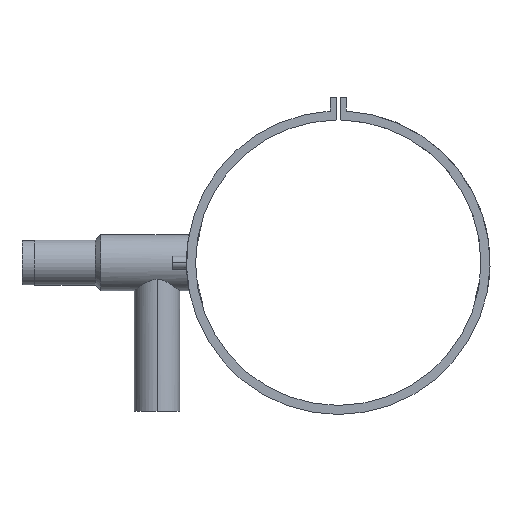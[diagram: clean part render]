
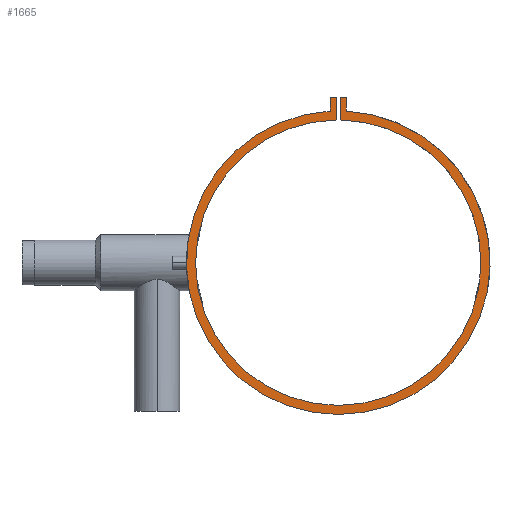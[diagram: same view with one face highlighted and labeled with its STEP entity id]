
A CAD part, left-side view. The second image highlights one B-rep face of the part: STEP entity #1665.
In plain terms, the highlighted planar face has unit normal (-1, 0, 0).
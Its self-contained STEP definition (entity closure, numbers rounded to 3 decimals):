
#2 = PLANE ( 'NONE',  #1127 ) ;
#133 = VERTEX_POINT ( 'NONE', #448 ) ;
#134 = EDGE_CURVE ( 'NONE', #2402, #133, #1234, .T. ) ;
#207 = VECTOR ( 'NONE', #237, 1000. ) ;
#237 = DIRECTION ( 'NONE',  ( 0., -1., 0. ) ) ;
#322 = CARTESIAN_POINT ( 'NONE',  ( -80., -2., 182.258 ) ) ;
#383 = CIRCLE ( 'NONE', #709, 157.5 ) ;
#448 = CARTESIAN_POINT ( 'NONE',  ( -80., 2., 182.258 ) ) ;
#477 = CARTESIAN_POINT ( 'NONE',  ( -80., 2., 182.258 ) ) ;
#480 = DIRECTION ( 'NONE',  ( 0., 0., -1. ) ) ;
#605 = ORIENTED_EDGE ( 'NONE', *, *, #1856, .F. ) ;
#622 = DIRECTION ( 'NONE',  ( 1., 0., 0. ) ) ;
#631 = CARTESIAN_POINT ( 'NONE',  ( -80., -2., 157.487 ) ) ;
#709 = AXIS2_PLACEMENT_3D ( 'NONE', #906, #1697, #2491 ) ;
#791 = EDGE_CURVE ( 'NONE', #1967, #1670, #383, .T. ) ;
#794 = LINE ( 'NONE', #1580, #2208 ) ;
#822 = EDGE_CURVE ( 'NONE', #1874, #2135, #2102, .T. ) ;
#825 = CARTESIAN_POINT ( 'NONE',  ( -80., 0., 0. ) ) ;
#846 = LINE ( 'NONE', #1633, #1334 ) ;
#847 = CARTESIAN_POINT ( 'NONE',  ( -80., -2., 182.258 ) ) ;
#903 = CARTESIAN_POINT ( 'NONE',  ( -80., 9., 167.258 ) ) ;
#906 = CARTESIAN_POINT ( 'NONE',  ( -80., 0., 0. ) ) ;
#927 = ORIENTED_EDGE ( 'NONE', *, *, #2173, .F. ) ;
#1041 = VECTOR ( 'NONE', #1112, 1000. ) ;
#1097 = CARTESIAN_POINT ( 'NONE',  ( -80., 2., 157.487 ) ) ;
#1112 = DIRECTION ( 'NONE',  ( 0., -1., 0. ) ) ;
#1118 = EDGE_CURVE ( 'NONE', #1670, #1874, #846, .T. ) ;
#1127 = AXIS2_PLACEMENT_3D ( 'NONE', #825, #1611, #2406 ) ;
#1165 = VECTOR ( 'NONE', #1260, 1000. ) ;
#1231 = VERTEX_POINT ( 'NONE', #903 ) ;
#1234 = LINE ( 'NONE', #2031, #207 ) ;
#1252 = VECTOR ( 'NONE', #480, 1000. ) ;
#1260 = DIRECTION ( 'NONE',  ( 0., 0., -1. ) ) ;
#1282 = CIRCLE ( 'NONE', #1616, 167.5 ) ;
#1334 = VECTOR ( 'NONE', #2425, 1000. ) ;
#1407 = DIRECTION ( 'NONE',  ( 0., 0., -1. ) ) ;
#1443 = CARTESIAN_POINT ( 'NONE',  ( -80., -9., 182.258 ) ) ;
#1455 = LINE ( 'NONE', #2254, #1252 ) ;
#1511 = ORIENTED_EDGE ( 'NONE', *, *, #134, .F. ) ;
#1514 = CARTESIAN_POINT ( 'NONE',  ( -80., -9., 167.258 ) ) ;
#1580 = CARTESIAN_POINT ( 'NONE',  ( -80., 9., 182.258 ) ) ;
#1611 = DIRECTION ( 'NONE',  ( 1., 0., 0. ) ) ;
#1616 = AXIS2_PLACEMENT_3D ( 'NONE', #2397, #622, #1407 ) ;
#1633 = CARTESIAN_POINT ( 'NONE',  ( -80., -2., 182.258 ) ) ;
#1665 = ADVANCED_FACE ( 'NONE', ( #1810 ), #2, .F. ) ;
#1670 = VERTEX_POINT ( 'NONE', #631 ) ;
#1676 = ORIENTED_EDGE ( 'NONE', *, *, #2424, .F. ) ;
#1697 = DIRECTION ( 'NONE',  ( -1., 0., 0. ) ) ;
#1716 = EDGE_LOOP ( 'NONE', ( #2245, #927, #2237, #1880, #1754, #1676, #1511, #605 ) ) ;
#1754 = ORIENTED_EDGE ( 'NONE', *, *, #791, .F. ) ;
#1779 = VERTEX_POINT ( 'NONE', #1514 ) ;
#1810 = FACE_OUTER_BOUND ( 'NONE', #1716, .T. ) ;
#1848 = CARTESIAN_POINT ( 'NONE',  ( -80., 9., 182.258 ) ) ;
#1856 = EDGE_CURVE ( 'NONE', #1231, #2402, #794, .T. ) ;
#1874 = VERTEX_POINT ( 'NONE', #847 ) ;
#1880 = ORIENTED_EDGE ( 'NONE', *, *, #1118, .F. ) ;
#1967 = VERTEX_POINT ( 'NONE', #1097 ) ;
#2031 = CARTESIAN_POINT ( 'NONE',  ( -80., 9., 182.258 ) ) ;
#2102 = LINE ( 'NONE', #322, #1041 ) ;
#2135 = VERTEX_POINT ( 'NONE', #1443 ) ;
#2173 = EDGE_CURVE ( 'NONE', #2135, #1779, #1455, .T. ) ;
#2208 = VECTOR ( 'NONE', #2379, 1000. ) ;
#2237 = ORIENTED_EDGE ( 'NONE', *, *, #822, .F. ) ;
#2245 = ORIENTED_EDGE ( 'NONE', *, *, #2347, .F. ) ;
#2251 = LINE ( 'NONE', #477, #1165 ) ;
#2254 = CARTESIAN_POINT ( 'NONE',  ( -80., -9., 182.258 ) ) ;
#2347 = EDGE_CURVE ( 'NONE', #1779, #1231, #1282, .T. ) ;
#2379 = DIRECTION ( 'NONE',  ( 0., 0., 1. ) ) ;
#2397 = CARTESIAN_POINT ( 'NONE',  ( -80., 0., 0. ) ) ;
#2402 = VERTEX_POINT ( 'NONE', #1848 ) ;
#2406 = DIRECTION ( 'NONE',  ( 0., 0., -1. ) ) ;
#2424 = EDGE_CURVE ( 'NONE', #133, #1967, #2251, .T. ) ;
#2425 = DIRECTION ( 'NONE',  ( 0., 0., 1. ) ) ;
#2491 = DIRECTION ( 'NONE',  ( 0., 0., -1. ) ) ;
